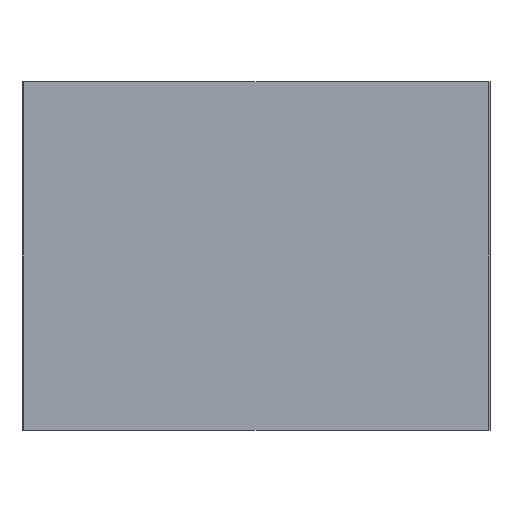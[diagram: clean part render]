
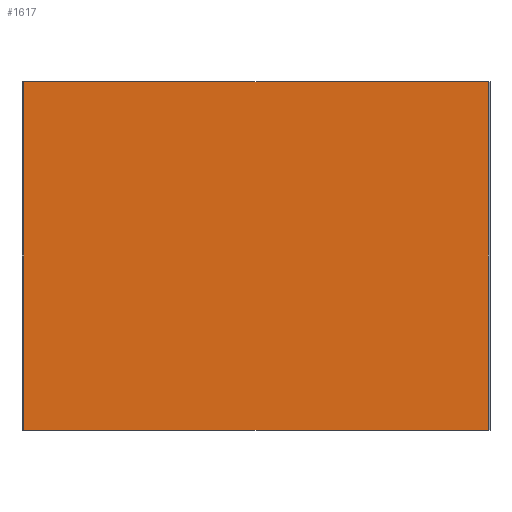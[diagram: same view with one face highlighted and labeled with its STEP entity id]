
A CAD part, front view. The second image highlights one B-rep face of the part: STEP entity #1617.
In plain terms, the highlighted planar face has unit normal (0, -1, 0).
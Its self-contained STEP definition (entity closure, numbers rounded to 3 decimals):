
#185 = PLANE('',#186);
#186 = AXIS2_PLACEMENT_3D('',#187,#188,#189);
#187 = CARTESIAN_POINT('',(-407.,-8.,-1.5));
#188 = DIRECTION('',(0.,0.,1.));
#189 = DIRECTION('',(1.,0.,0.));
#268 = PLANE('',#269);
#269 = AXIS2_PLACEMENT_3D('',#270,#271,#272);
#270 = CARTESIAN_POINT('',(-407.,-8.,605.5));
#271 = DIRECTION('',(0.,0.,1.));
#272 = DIRECTION('',(1.,0.,0.));
#655 = VERTEX_POINT('',#656);
#656 = CARTESIAN_POINT('',(-404.,-8.,605.5));
#677 = EDGE_CURVE('',#655,#678,#680,.T.);
#678 = VERTEX_POINT('',#679);
#679 = CARTESIAN_POINT('',(404.,-8.,605.5));
#680 = SURFACE_CURVE('',#681,(#685,#692),.PCURVE_S1.);
#681 = LINE('',#682,#683);
#682 = CARTESIAN_POINT('',(-407.,-8.,605.5));
#683 = VECTOR('',#684,1.);
#684 = DIRECTION('',(1.,0.,0.));
#685 = PCURVE('',#268,#686);
#686 = DEFINITIONAL_REPRESENTATION('',(#687),#691);
#687 = LINE('',#688,#689);
#688 = CARTESIAN_POINT('',(0.,0.));
#689 = VECTOR('',#690,1.);
#690 = DIRECTION('',(1.,0.));
#691 = ( GEOMETRIC_REPRESENTATION_CONTEXT(2) 
PARAMETRIC_REPRESENTATION_CONTEXT() REPRESENTATION_CONTEXT('2D SPACE',''
  ) );
#692 = PCURVE('',#693,#698);
#693 = PLANE('',#694);
#694 = AXIS2_PLACEMENT_3D('',#695,#696,#697);
#695 = CARTESIAN_POINT('',(-407.,-8.,-1.5));
#696 = DIRECTION('',(0.,1.,0.));
#697 = DIRECTION('',(0.,0.,1.));
#698 = DEFINITIONAL_REPRESENTATION('',(#699),#703);
#699 = LINE('',#700,#701);
#700 = CARTESIAN_POINT('',(607.,0.));
#701 = VECTOR('',#702,1.);
#702 = DIRECTION('',(0.,1.));
#703 = ( GEOMETRIC_REPRESENTATION_CONTEXT(2) 
PARAMETRIC_REPRESENTATION_CONTEXT() REPRESENTATION_CONTEXT('2D SPACE',''
  ) );
#893 = VERTEX_POINT('',#894);
#894 = CARTESIAN_POINT('',(-404.,-8.,-1.5));
#915 = EDGE_CURVE('',#893,#916,#918,.T.);
#916 = VERTEX_POINT('',#917);
#917 = CARTESIAN_POINT('',(404.,-8.,-1.5));
#918 = SURFACE_CURVE('',#919,(#923,#930),.PCURVE_S1.);
#919 = LINE('',#920,#921);
#920 = CARTESIAN_POINT('',(-407.,-8.,-1.5));
#921 = VECTOR('',#922,1.);
#922 = DIRECTION('',(1.,0.,0.));
#923 = PCURVE('',#185,#924);
#924 = DEFINITIONAL_REPRESENTATION('',(#925),#929);
#925 = LINE('',#926,#927);
#926 = CARTESIAN_POINT('',(0.,0.));
#927 = VECTOR('',#928,1.);
#928 = DIRECTION('',(1.,0.));
#929 = ( GEOMETRIC_REPRESENTATION_CONTEXT(2) 
PARAMETRIC_REPRESENTATION_CONTEXT() REPRESENTATION_CONTEXT('2D SPACE',''
  ) );
#930 = PCURVE('',#693,#931);
#931 = DEFINITIONAL_REPRESENTATION('',(#932),#936);
#932 = LINE('',#933,#934);
#933 = CARTESIAN_POINT('',(0.,0.));
#934 = VECTOR('',#935,1.);
#935 = DIRECTION('',(0.,1.));
#936 = ( GEOMETRIC_REPRESENTATION_CONTEXT(2) 
PARAMETRIC_REPRESENTATION_CONTEXT() REPRESENTATION_CONTEXT('2D SPACE',''
  ) );
#1466 = PLANE('',#1467);
#1467 = AXIS2_PLACEMENT_3D('',#1468,#1469,#1470);
#1468 = CARTESIAN_POINT('',(-404.,-20.,-1.5));
#1469 = DIRECTION('',(1.,0.,0.));
#1470 = DIRECTION('',(0.,0.,1.));
#1617 = ADVANCED_FACE('',(#1618),#693,.F.);
#1618 = FACE_BOUND('',#1619,.F.);
#1619 = EDGE_LOOP('',(#1620,#1621,#1642,#1643));
#1620 = ORIENTED_EDGE('',*,*,#915,.F.);
#1621 = ORIENTED_EDGE('',*,*,#1622,.T.);
#1622 = EDGE_CURVE('',#893,#655,#1623,.T.);
#1623 = SURFACE_CURVE('',#1624,(#1628,#1635),.PCURVE_S1.);
#1624 = LINE('',#1625,#1626);
#1625 = CARTESIAN_POINT('',(-404.,-8.,-1.5));
#1626 = VECTOR('',#1627,1.);
#1627 = DIRECTION('',(0.,0.,1.));
#1628 = PCURVE('',#693,#1629);
#1629 = DEFINITIONAL_REPRESENTATION('',(#1630),#1634);
#1630 = LINE('',#1631,#1632);
#1631 = CARTESIAN_POINT('',(0.,3.));
#1632 = VECTOR('',#1633,1.);
#1633 = DIRECTION('',(1.,0.));
#1634 = ( GEOMETRIC_REPRESENTATION_CONTEXT(2) 
PARAMETRIC_REPRESENTATION_CONTEXT() REPRESENTATION_CONTEXT('2D SPACE',''
  ) );
#1635 = PCURVE('',#1466,#1636);
#1636 = DEFINITIONAL_REPRESENTATION('',(#1637),#1641);
#1637 = LINE('',#1638,#1639);
#1638 = CARTESIAN_POINT('',(0.,-12.));
#1639 = VECTOR('',#1640,1.);
#1640 = DIRECTION('',(1.,0.));
#1641 = ( GEOMETRIC_REPRESENTATION_CONTEXT(2) 
PARAMETRIC_REPRESENTATION_CONTEXT() REPRESENTATION_CONTEXT('2D SPACE',''
  ) );
#1642 = ORIENTED_EDGE('',*,*,#677,.T.);
#1643 = ORIENTED_EDGE('',*,*,#1644,.F.);
#1644 = EDGE_CURVE('',#916,#678,#1645,.T.);
#1645 = SURFACE_CURVE('',#1646,(#1650,#1657),.PCURVE_S1.);
#1646 = LINE('',#1647,#1648);
#1647 = CARTESIAN_POINT('',(404.,-8.,-1.5));
#1648 = VECTOR('',#1649,1.);
#1649 = DIRECTION('',(0.,0.,1.));
#1650 = PCURVE('',#693,#1651);
#1651 = DEFINITIONAL_REPRESENTATION('',(#1652),#1656);
#1652 = LINE('',#1653,#1654);
#1653 = CARTESIAN_POINT('',(0.,811.));
#1654 = VECTOR('',#1655,1.);
#1655 = DIRECTION('',(1.,0.));
#1656 = ( GEOMETRIC_REPRESENTATION_CONTEXT(2) 
PARAMETRIC_REPRESENTATION_CONTEXT() REPRESENTATION_CONTEXT('2D SPACE',''
  ) );
#1657 = PCURVE('',#1658,#1663);
#1658 = PLANE('',#1659);
#1659 = AXIS2_PLACEMENT_3D('',#1660,#1661,#1662);
#1660 = CARTESIAN_POINT('',(404.,-20.,-1.5));
#1661 = DIRECTION('',(1.,0.,0.));
#1662 = DIRECTION('',(0.,0.,1.));
#1663 = DEFINITIONAL_REPRESENTATION('',(#1664),#1668);
#1664 = LINE('',#1665,#1666);
#1665 = CARTESIAN_POINT('',(0.,-12.));
#1666 = VECTOR('',#1667,1.);
#1667 = DIRECTION('',(1.,0.));
#1668 = ( GEOMETRIC_REPRESENTATION_CONTEXT(2) 
PARAMETRIC_REPRESENTATION_CONTEXT() REPRESENTATION_CONTEXT('2D SPACE',''
  ) );
